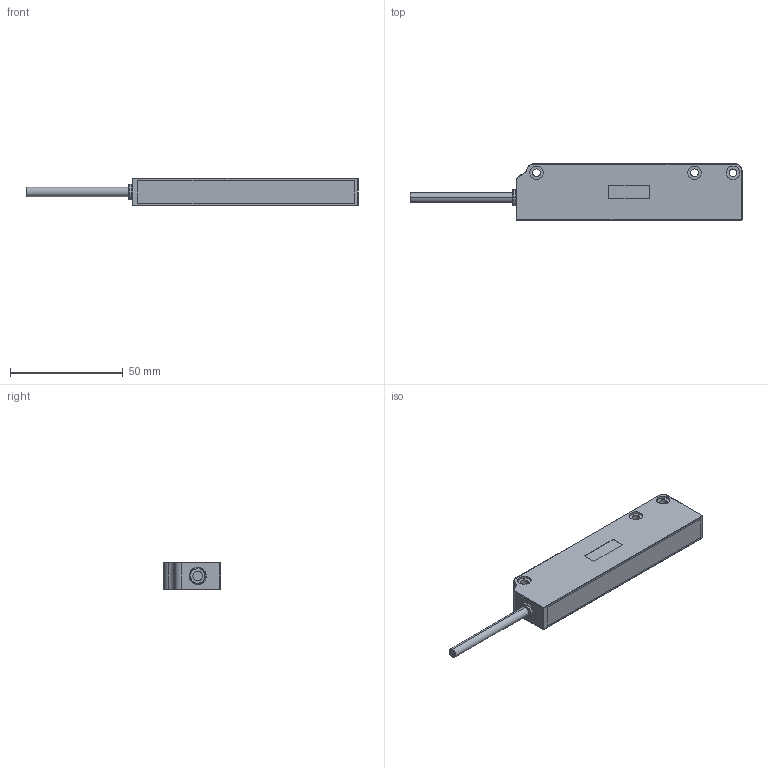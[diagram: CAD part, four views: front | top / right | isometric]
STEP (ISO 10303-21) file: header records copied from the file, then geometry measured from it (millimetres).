
FILE_DESCRIPTION (( 'STEP AP203' ), '1' );
FILE_NAME ('AZS-000-1-xx,x-1.stp', '2012-10-05T13:04:55', ( '' ), ( '' ), 'SwSTEP 2.0', 'SolidWorks 2012', '' );
FILE_SCHEMA (( 'CONFIG_CONTROL_DESIGN' ));
Length unit declared in the file: millimetre
Products named in the file (1): AZS-000-1-xx,x-1
Bounding box: 147 x 25 x 12 mm (x, y, z)
Volume: 29878 mm3; surface area: 8916.1 mm2
Topology: 1 solids, 1 shells, 95 faces, 228 edges, 144 vertices
Faces by surface type: cylinder 44, plane 35, bspline 16
Entity records: 3126 total; most frequent: CARTESIAN_POINT 845, DIRECTION 476, ORIENTED_EDGE 448, EDGE_CURVE 224, AXIS2_PLACEMENT_3D 184, VERTEX_POINT 144, EDGE_LOOP 114, LINE 108
